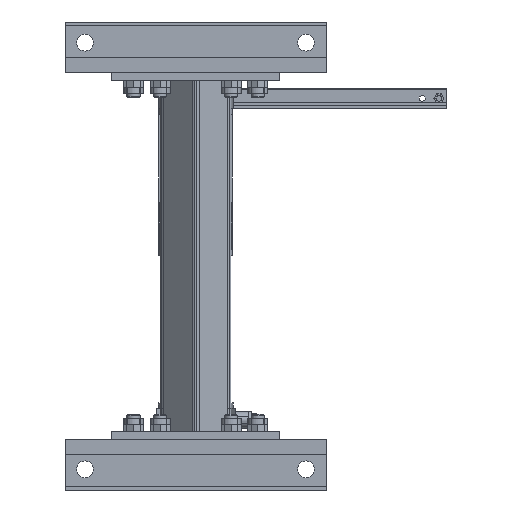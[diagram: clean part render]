
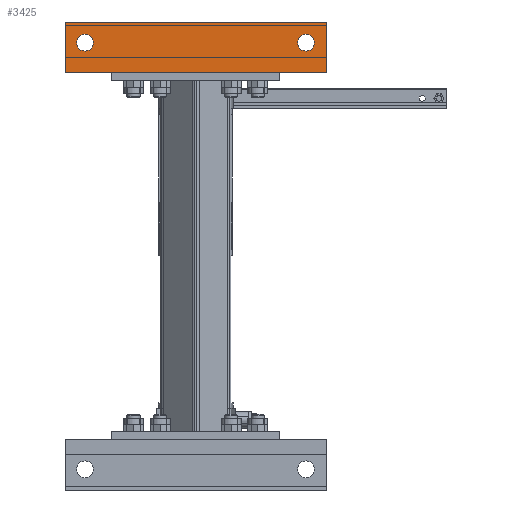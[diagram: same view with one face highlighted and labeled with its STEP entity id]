
A CAD part, left-side view. The second image highlights one B-rep face of the part: STEP entity #3425.
In plain terms, the highlighted face is planar.
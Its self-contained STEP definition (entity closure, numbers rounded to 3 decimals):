
#3425=ADVANCED_FACE('',(#6236,#6237,#6238),#6239,.T.);
#6236=FACE_BOUND('',#8999,.T.);
#6237=FACE_BOUND('',#9000,.T.);
#6238=FACE_OUTER_BOUND('',#9001,.T.);
#6239=PLANE('',#9002);
#8999=EDGE_LOOP('',(#13844));
#9000=EDGE_LOOP('',(#13845));
#9001=EDGE_LOOP('',(#13846,#13847,#13848,#13849));
#9002=AXIS2_PLACEMENT_3D('',#13850,#13851,#13852);
#13844=ORIENTED_EDGE('',*,*,#16535,.T.);
#13845=ORIENTED_EDGE('',*,*,#16503,.T.);
#13846=ORIENTED_EDGE('',*,*,#17515,.T.);
#13847=ORIENTED_EDGE('',*,*,#17354,.F.);
#13848=ORIENTED_EDGE('',*,*,#17516,.T.);
#13849=ORIENTED_EDGE('',*,*,#16486,.T.);
#13850=CARTESIAN_POINT('',(37.5,0.,0.));
#13851=DIRECTION('',(0.,-1.,0.));
#13852=DIRECTION('',(1.,0.,0.));
#16486=EDGE_CURVE('',#19215,#19213,#19216,.T.);
#16503=EDGE_CURVE('',#19242,#19242,#19243,.T.);
#16535=EDGE_CURVE('',#19291,#19291,#19292,.T.);
#17354=EDGE_CURVE('',#20447,#20445,#20449,.T.);
#17515=EDGE_CURVE('',#19213,#20445,#20651,.T.);
#17516=EDGE_CURVE('',#20447,#19215,#20652,.T.);
#19213=VERTEX_POINT('',#24702);
#19215=VERTEX_POINT('',#24705);
#19216=LINE('',#24706,#24707);
#19242=VERTEX_POINT('',#24737);
#19243=CIRCLE('',#24738,12.5);
#19291=VERTEX_POINT('',#24859);
#19292=CIRCLE('',#24860,12.5);
#20445=VERTEX_POINT('',#27599);
#20447=VERTEX_POINT('',#27602);
#20449=LINE('',#27605,#27606);
#20651=LINE('',#28091,#28092);
#20652=LINE('',#28093,#28094);
#24702=CARTESIAN_POINT('',(75.,0.,390.));
#24705=CARTESIAN_POINT('',(75.,0.,0.));
#24706=CARTESIAN_POINT('',(75.,0.,0.));
#24707=VECTOR('',#29735,1.);
#24737=CARTESIAN_POINT('',(56.5,0.,360.));
#24738=AXIS2_PLACEMENT_3D('',#29761,#29762,#29763);
#24859=CARTESIAN_POINT('',(56.5,0.,30.));
#24860=AXIS2_PLACEMENT_3D('',#29792,#29793,#29794);
#27599=CARTESIAN_POINT('',(0.,0.,390.));
#27602=CARTESIAN_POINT('',(0.,0.,0.));
#27605=CARTESIAN_POINT('',(0.,0.,0.));
#27606=VECTOR('',#30640,1.);
#28091=CARTESIAN_POINT('',(0.,0.,390.));
#28092=VECTOR('',#30777,1.);
#28093=CARTESIAN_POINT('',(0.,0.,0.));
#28094=VECTOR('',#30778,1.);
#29735=DIRECTION('',(0.,0.,1.));
#29761=CARTESIAN_POINT('',(44.,0.,360.));
#29762=DIRECTION('',(0.,1.,0.));
#29763=DIRECTION('',(1.,0.,0.));
#29792=CARTESIAN_POINT('',(44.,0.,30.));
#29793=DIRECTION('',(0.,1.,0.));
#29794=DIRECTION('',(1.,0.,0.));
#30640=DIRECTION('',(0.,0.,1.));
#30777=DIRECTION('',(-1.,0.,0.));
#30778=DIRECTION('',(1.,0.,0.));
